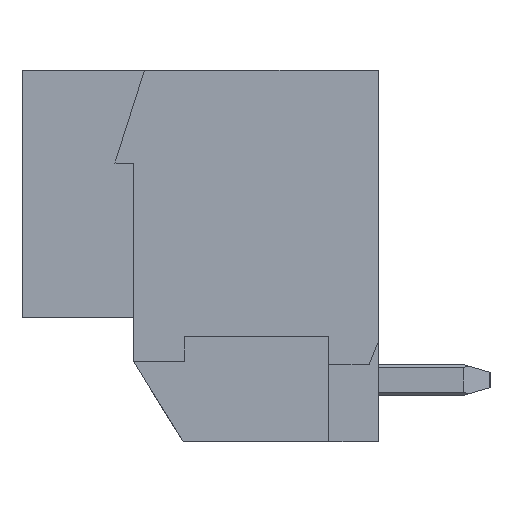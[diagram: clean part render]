
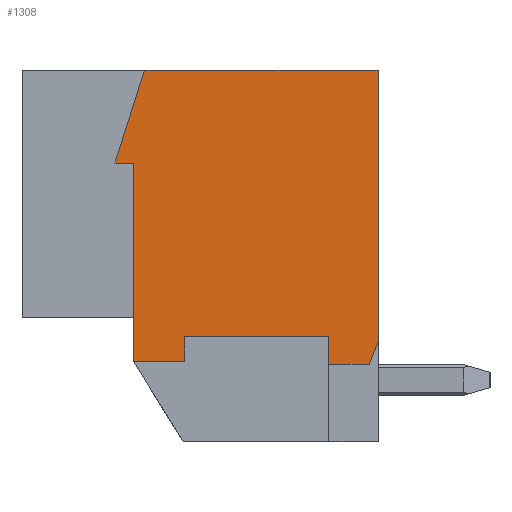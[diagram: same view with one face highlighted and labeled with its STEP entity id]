
A CAD part, left-side view. The second image highlights one B-rep face of the part: STEP entity #1308.
In plain terms, the highlighted planar face has unit normal (-1, 0, 0).
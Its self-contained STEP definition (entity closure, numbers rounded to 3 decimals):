
#1308 = ADVANCED_FACE( '', ( #2623 ), #2624, .T. );
#2623 = FACE_OUTER_BOUND( '', #3955, .T. );
#2624 = PLANE( '', #3956 );
#3955 = EDGE_LOOP( '', ( #7825, #7826, #7827, #7828, #7829, #7830, #7831, #7832, #7833, #7834, #7835 ) );
#3956 = AXIS2_PLACEMENT_3D( '', #7836, #7837, #7838 );
#7825 = ORIENTED_EDGE( '', *, *, #8756, .F. );
#7826 = ORIENTED_EDGE( '', *, *, #9095, .T. );
#7827 = ORIENTED_EDGE( '', *, *, #9167, .T. );
#7828 = ORIENTED_EDGE( '', *, *, #10080, .T. );
#7829 = ORIENTED_EDGE( '', *, *, #8601, .T. );
#7830 = ORIENTED_EDGE( '', *, *, #8502, .T. );
#7831 = ORIENTED_EDGE( '', *, *, #8925, .F. );
#7832 = ORIENTED_EDGE( '', *, *, #8643, .F. );
#7833 = ORIENTED_EDGE( '', *, *, #8712, .F. );
#7834 = ORIENTED_EDGE( '', *, *, #10081, .F. );
#7835 = ORIENTED_EDGE( '', *, *, #9872, .F. );
#7836 = CARTESIAN_POINT( '', ( -31.7, 0., 0. ) );
#7837 = DIRECTION( '', ( -1., 0., 0. ) );
#7838 = DIRECTION( '', ( 0., 0., 1. ) );
#8502 = EDGE_CURVE( '', #10265, #10263, #10266, .T. );
#8601 = EDGE_CURVE( '', #10438, #10265, #10441, .T. );
#8643 = EDGE_CURVE( '', #10511, #10512, #10513, .T. );
#8712 = EDGE_CURVE( '', #10630, #10511, #10632, .T. );
#8756 = EDGE_CURVE( '', #10708, #10709, #10710, .T. );
#8925 = EDGE_CURVE( '', #10512, #10263, #10997, .T. );
#9095 = EDGE_CURVE( '', #10708, #11279, #11281, .T. );
#9167 = EDGE_CURVE( '', #11279, #11396, #11398, .T. );
#9872 = EDGE_CURVE( '', #10709, #12406, #12407, .T. );
#10080 = EDGE_CURVE( '', #11396, #10438, #12643, .T. );
#10081 = EDGE_CURVE( '', #12406, #10630, #12644, .T. );
#10263 = VERTEX_POINT( '', #12872 );
#10265 = VERTEX_POINT( '', #12875 );
#10266 = LINE( '', #12876, #12877 );
#10438 = VERTEX_POINT( '', #13126 );
#10441 = LINE( '', #13131, #13132 );
#10511 = VERTEX_POINT( '', #13233 );
#10512 = VERTEX_POINT( '', #13234 );
#10513 = LINE( '', #13235, #13236 );
#10630 = VERTEX_POINT( '', #13404 );
#10632 = LINE( '', #13407, #13408 );
#10708 = VERTEX_POINT( '', #13519 );
#10709 = VERTEX_POINT( '', #13520 );
#10710 = LINE( '', #13521, #13522 );
#10997 = LINE( '', #13947, #13948 );
#11279 = VERTEX_POINT( '', #14361 );
#11281 = LINE( '', #14364, #14365 );
#11396 = VERTEX_POINT( '', #14542 );
#11398 = LINE( '', #14545, #14546 );
#12406 = VERTEX_POINT( '', #16060 );
#12407 = LINE( '', #16061, #16062 );
#12643 = LINE( '', #16400, #16401 );
#12644 = LINE( '', #16402, #16403 );
#12872 = CARTESIAN_POINT( '', ( -31.7, 4.125, -3.4 ) );
#12875 = CARTESIAN_POINT( '', ( -31.7, 4.125, 3. ) );
#12876 = CARTESIAN_POINT( '', ( -31.7, 4.125, 3. ) );
#12877 = VECTOR( '', #16551, 1000. );
#13126 = CARTESIAN_POINT( '', ( -31.7, 4.725, 3. ) );
#13131 = CARTESIAN_POINT( '', ( -31.7, 4.725, 3. ) );
#13132 = VECTOR( '', #16640, 1000. );
#13233 = CARTESIAN_POINT( '', ( -31.7, 2.475, -2.6 ) );
#13234 = CARTESIAN_POINT( '', ( -31.7, 2.475, -3.4 ) );
#13235 = CARTESIAN_POINT( '', ( -31.7, 2.475, -2.6 ) );
#13236 = VECTOR( '', #16675, 1000. );
#13404 = CARTESIAN_POINT( '', ( -31.7, -2.175, -2.6 ) );
#13407 = CARTESIAN_POINT( '', ( -31.7, -2.175, -2.6 ) );
#13408 = VECTOR( '', #16737, 1000. );
#13519 = CARTESIAN_POINT( '', ( -31.7, -3.775, -2.75 ) );
#13520 = CARTESIAN_POINT( '', ( -31.7, -3.475, -3.5 ) );
#13521 = CARTESIAN_POINT( '', ( -31.7, -3.775, -2.75 ) );
#13522 = VECTOR( '', #16776, 1000. );
#13947 = CARTESIAN_POINT( '', ( -31.7, 2.475, -3.4 ) );
#13948 = VECTOR( '', #16921, 1000. );
#14361 = CARTESIAN_POINT( '', ( -31.7, -3.775, 6. ) );
#14364 = CARTESIAN_POINT( '', ( -31.7, -3.775, -6. ) );
#14365 = VECTOR( '', #17078, 1000. );
#14542 = CARTESIAN_POINT( '', ( -31.7, 3.775, 6. ) );
#14545 = CARTESIAN_POINT( '', ( -31.7, -3.775, 6. ) );
#14546 = VECTOR( '', #17142, 1000. );
#16060 = CARTESIAN_POINT( '', ( -31.7, -2.175, -3.5 ) );
#16061 = CARTESIAN_POINT( '', ( -31.7, -3.475, -3.5 ) );
#16062 = VECTOR( '', #17805, 1000. );
#16400 = CARTESIAN_POINT( '', ( -31.7, 3.775, 6. ) );
#16401 = VECTOR( '', #17926, 1000. );
#16402 = CARTESIAN_POINT( '', ( -31.7, -2.175, -3.5 ) );
#16403 = VECTOR( '', #17927, 1000. );
#16551 = DIRECTION( '', ( 0., 0., -1. ) );
#16640 = DIRECTION( '', ( 0., -1., 0. ) );
#16675 = DIRECTION( '', ( 0., 0., -1. ) );
#16737 = DIRECTION( '', ( 0., 1., 0. ) );
#16776 = DIRECTION( '', ( 0., 0.371, -0.928 ) );
#16921 = DIRECTION( '', ( 0., 1., 0. ) );
#17078 = DIRECTION( '', ( 0., 0., 1. ) );
#17142 = DIRECTION( '', ( 0., 1., 0. ) );
#17805 = DIRECTION( '', ( 0., 1., 0. ) );
#17926 = DIRECTION( '', ( 0., 0.302, -0.953 ) );
#17927 = DIRECTION( '', ( 0., 0., 1. ) );
